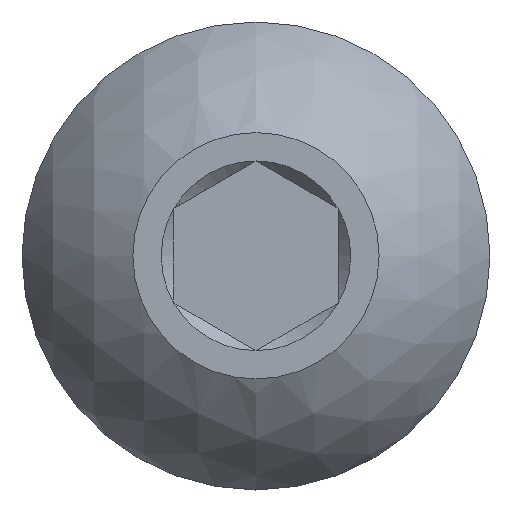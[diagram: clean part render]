
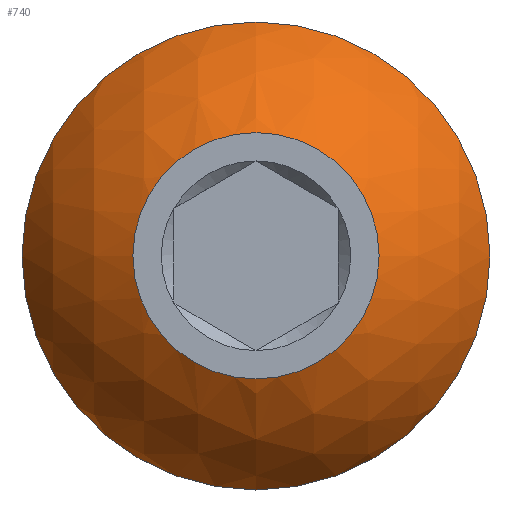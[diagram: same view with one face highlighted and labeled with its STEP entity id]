
A CAD part, top view. The second image highlights one B-rep face of the part: STEP entity #740.
In plain terms, the highlighted spherical face has radius 3.172 mm.
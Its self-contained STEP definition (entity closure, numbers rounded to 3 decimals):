
#27=FACE_BOUND('',#139,.T.);
#30=SPHERICAL_SURFACE('',#806,3.172);
#92=FACE_OUTER_BOUND('',#138,.T.);
#138=EDGE_LOOP('',(#563));
#139=EDGE_LOOP('',(#564));
#166=CIRCLE('',#804,2.85);
#168=CIRCLE('',#807,1.5);
#334=VERTEX_POINT('',#2152);
#336=VERTEX_POINT('',#2158);
#426=EDGE_CURVE('',#334,#334,#166,.T.);
#429=EDGE_CURVE('',#336,#336,#168,.T.);
#563=ORIENTED_EDGE('',*,*,#426,.T.);
#564=ORIENTED_EDGE('',*,*,#429,.F.);
#740=ADVANCED_FACE('',(#92,#27),#30,.T.);
#804=AXIS2_PLACEMENT_3D('',#2153,#917,#918);
#806=AXIS2_PLACEMENT_3D('',#2157,#922,#923);
#807=AXIS2_PLACEMENT_3D('',#2159,#924,#925);
#917=DIRECTION('center_axis',(0.,0.,1.));
#918=DIRECTION('ref_axis',(1.,0.,0.));
#922=DIRECTION('center_axis',(1.,0.,0.));
#923=DIRECTION('ref_axis',(0.,-1.,0.));
#924=DIRECTION('center_axis',(0.,0.,1.));
#925=DIRECTION('ref_axis',(1.,0.,0.));
#2152=CARTESIAN_POINT('',(-2.85,0.,-1.403));
#2153=CARTESIAN_POINT('Origin',(0.,0.,-1.403));
#2157=CARTESIAN_POINT('Origin',(0.,0.,
-2.795));
#2158=CARTESIAN_POINT('',(0.,-1.5,0.));
#2159=CARTESIAN_POINT('Origin',(0.,0.,0.));
